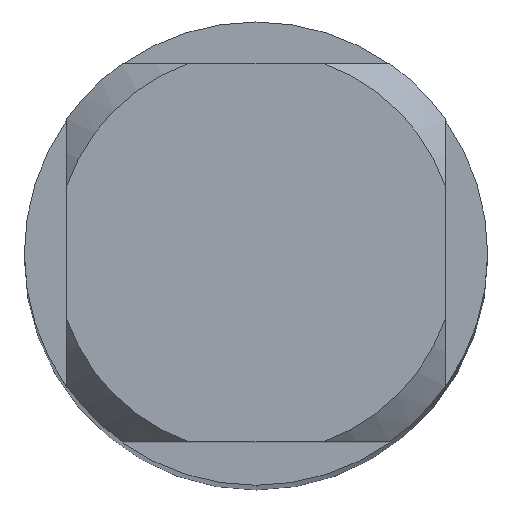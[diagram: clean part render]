
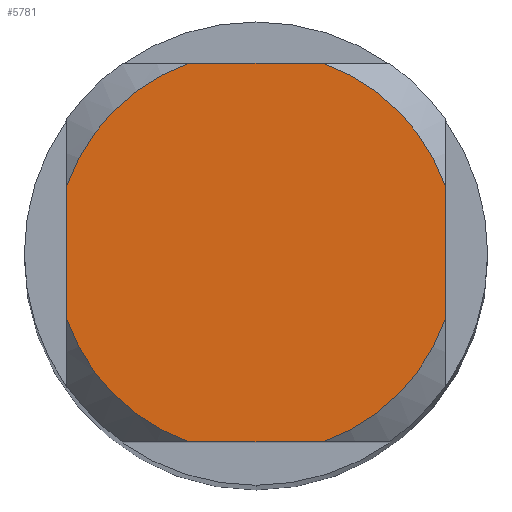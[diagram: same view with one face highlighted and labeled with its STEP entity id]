
A CAD part, top view. The second image highlights one B-rep face of the part: STEP entity #5781.
In plain terms, the highlighted planar face has unit normal (0, 0, 1).
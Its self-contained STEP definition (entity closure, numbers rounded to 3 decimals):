
#4231=VERTEX_POINT('',#12354);
#4617=VERTEX_POINT('',#12769);
#4627=VERTEX_POINT('',#12780);
#4665=EDGE_CURVE('',#4627,#10007,#12821,.T.);
#4735=EDGE_CURVE('',#10961,#4617,#12901,.T.);
#5581=VERTEX_POINT('',#13821);
#5781=ADVANCED_FACE('',(#14040),#14041,.T.);
#7457=EDGE_CURVE('',#8895,#4617,#15875,.T.);
#7949=EDGE_CURVE('',#10961,#11047,#16410,.T.);
#8895=VERTEX_POINT('',#17442);
#9541=EDGE_CURVE('',#5581,#4231,#18156,.T.);
#9581=EDGE_CURVE('',#8895,#4231,#18198,.T.);
#9839=EDGE_CURVE('',#4627,#11047,#18481,.T.);
#10007=VERTEX_POINT('',#18665);
#10185=EDGE_CURVE('',#5581,#10007,#18860,.T.);
#10961=VERTEX_POINT('',#19706);
#11047=VERTEX_POINT('',#19799);
#12354=CARTESIAN_POINT('',(2.45,0.87,0.0));
#12769=CARTESIAN_POINT('',(-0.87,2.45,0.0));
#12780=CARTESIAN_POINT('',(-0.87,-2.45,0.0));
#12821=LINE('',#22138,#22139);
#12901=CIRCLE('',#22259,2.6);
#13821=CARTESIAN_POINT('',(2.45,-0.87,0.0));
#14040=FACE_OUTER_BOUND('',#24154,.T.);
#14041=PLANE('',#24155);
#15875=LINE('',#27233,#27234);
#16410=LINE('',#28104,#28105);
#17442=CARTESIAN_POINT('',(0.87,2.45,0.0));
#18156=LINE('',#31044,#31045);
#18198=CIRCLE('',#31122,2.6);
#18481=CIRCLE('',#31628,2.6);
#18665=CARTESIAN_POINT('',(0.87,-2.45,0.0));
#18860=CIRCLE('',#32278,2.6);
#19706=CARTESIAN_POINT('',(-2.45,0.87,0.0));
#19799=CARTESIAN_POINT('',(-2.45,-0.87,0.0));
#22138=CARTESIAN_POINT('',(0.0,-2.45,0.0));
#22139=VECTOR('',#36492,1.0);
#22259=AXIS2_PLACEMENT_3D('',#36609,#36610,#36611);
#24154=EDGE_LOOP('',(#38191,#38192,#38193,#38194,#38195,#38196,#38197,#38198));
#24155=AXIS2_PLACEMENT_3D('',#38199,#38200,#38201);
#27233=CARTESIAN_POINT('',(0.0,2.45,0.0));
#27234=VECTOR('',#40215,1.0);
#28104=CARTESIAN_POINT('',(-2.45,0.65,0.0));
#28105=VECTOR('',#40747,1.0);
#31044=CARTESIAN_POINT('',(2.45,0.65,0.0));
#31045=VECTOR('',#42633,1.0);
#31122=AXIS2_PLACEMENT_3D('',#42664,#42665,#42666);
#31628=AXIS2_PLACEMENT_3D('',#42986,#42987,#42988);
#32278=AXIS2_PLACEMENT_3D('',#43408,#43409,#43410);
#36492=DIRECTION('',(1.0,0.0,0.0));
#36609=CARTESIAN_POINT('',(0.0,0.0,0.0));
#36610=DIRECTION('',(0.0,0.0,-1.0));
#36611=DIRECTION('',(0.0,1.0,0.0));
#38191=ORIENTED_EDGE('',*,*,#7949,.T.);
#38192=ORIENTED_EDGE('',*,*,#9839,.F.);
#38193=ORIENTED_EDGE('',*,*,#4665,.T.);
#38194=ORIENTED_EDGE('',*,*,#10185,.F.);
#38195=ORIENTED_EDGE('',*,*,#9541,.T.);
#38196=ORIENTED_EDGE('',*,*,#9581,.F.);
#38197=ORIENTED_EDGE('',*,*,#7457,.T.);
#38198=ORIENTED_EDGE('',*,*,#4735,.F.);
#38199=CARTESIAN_POINT('',(0.0,1.3,0.0));
#38200=DIRECTION('',(-0.0,0.0,1.0));
#38201=DIRECTION('',(0.0,-1.0,0.0));
#40215=DIRECTION('',(-1.0,0.0,0.0));
#40747=DIRECTION('',(-0.0,-1.0,0.0));
#42633=DIRECTION('',(-0.0,1.0,0.0));
#42664=CARTESIAN_POINT('',(0.0,0.0,0.0));
#42665=DIRECTION('',(0.0,0.0,-1.0));
#42666=DIRECTION('',(0.0,1.0,0.0));
#42986=CARTESIAN_POINT('',(0.0,0.0,0.0));
#42987=DIRECTION('',(0.0,0.0,-1.0));
#42988=DIRECTION('',(0.0,1.0,0.0));
#43408=CARTESIAN_POINT('',(0.0,0.0,0.0));
#43409=DIRECTION('',(0.0,0.0,-1.0));
#43410=DIRECTION('',(0.0,1.0,0.0));
